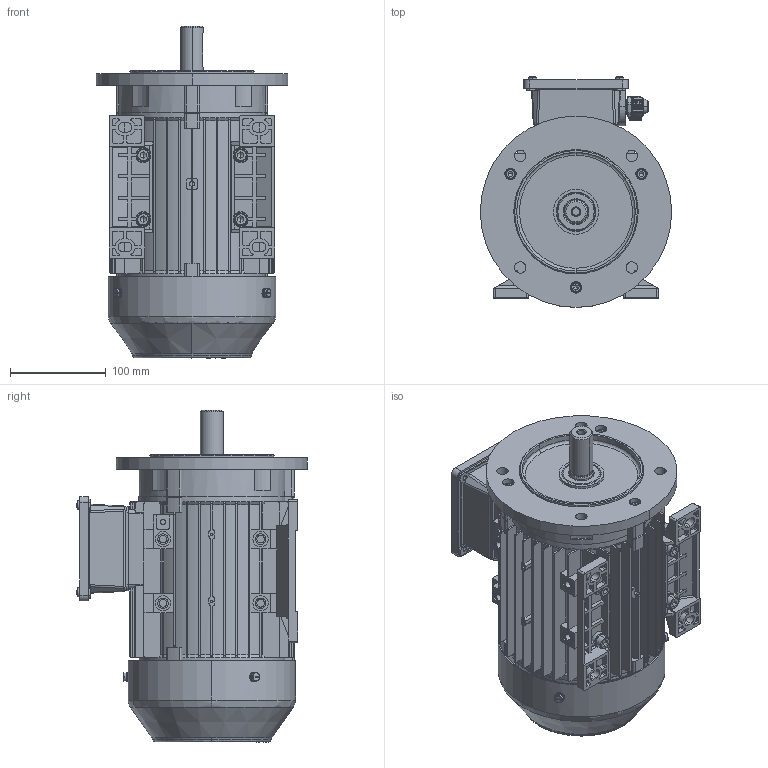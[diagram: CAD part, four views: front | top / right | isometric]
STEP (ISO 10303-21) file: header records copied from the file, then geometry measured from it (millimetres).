
FILE_DESCRIPTION (( 'STEP AP203' ), '1' );
FILE_NAME ('JL3-90L-B35.step', '2018-12-14T09:02:52', ( '' ), ( '' ), 'SwSTEP 2.0', 'SolidWorks 2018', '' );
FILE_SCHEMA (( 'CONFIG_CONTROL_DESIGN' ));
Products named in the file (1): JL3-90L-B35
Bounding box: 200 x 241.42 x 347 mm (x, y, z)
Surface area: 875075.4 mm2 (no closed solid volume)
Topology: 0 solids, 51 shells, 3728 faces, 10140 edges, 6578 vertices
Faces by surface type: plane 1614, cylinder 1447, bspline 404, cone 255, sphere 8
Entity records: 359513 total; most frequent: CARTESIAN_POINT 266724, ORIENTED_EDGE 20230, DIRECTION 18603, EDGE_CURVE 10120, AXIS2_PLACEMENT_3D 6766, VERTEX_POINT 6578, VECTOR 5071, LINE 5071
